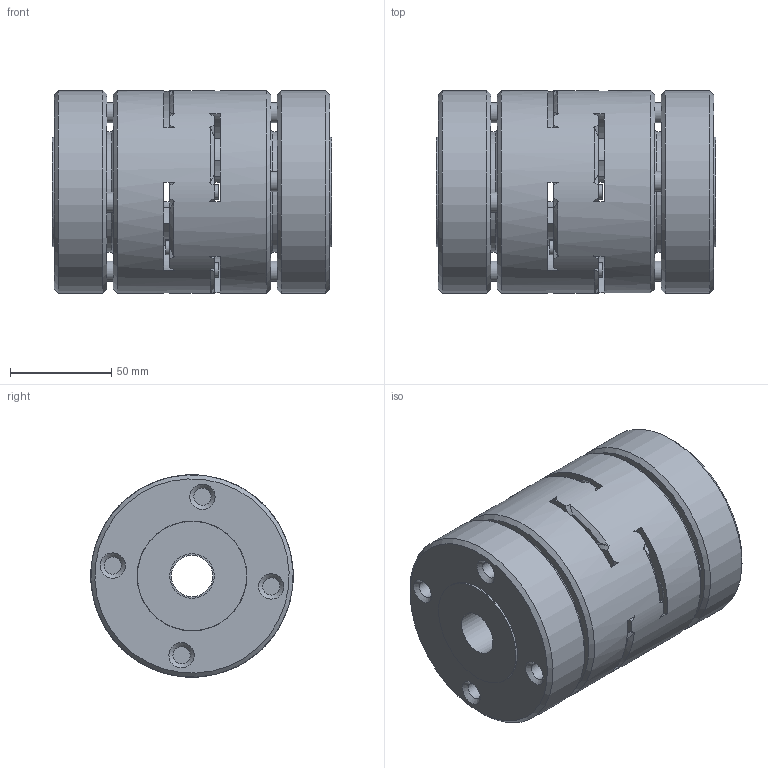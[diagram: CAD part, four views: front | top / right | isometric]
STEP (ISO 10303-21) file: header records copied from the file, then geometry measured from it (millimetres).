
FILE_DESCRIPTION( ( 'Unknown' ), '1' );
FILE_NAME( 'ESM-A 500.stp', 'Unknown', ( 'Unknown' ), ( 'Unknown' ), 'PSStep 10.1', 'Unknown', ' ' );
FILE_SCHEMA( ( 'AUTOMOTIVE_DESIGN { 1 0 10303 214 1 1 1 1 }' ) );
Length unit declared in the file: millimetre
Products named in the file (1): 27412998-oa7
Bounding box: 138 x 99.99 x 99.98 mm (x, y, z)
Volume: 873877.5 mm3; surface area: 148494.4 mm2
Topology: 1 solids, 1 shells, 394 faces, 1005 edges, 642 vertices
Faces by surface type: plane 160, cylinder 116, cone 106, torus 12
Full cylindrical faces by diameter (mm): 7 x8, 8.5 x16, 10 x8, 10.4 x8, 16 x8, 17 x8, 20.5 x1, 22 x2, 47 x2, 58 x2, 59.4 x2, 100 x3
Entity records: 14284 total; most frequent: CARTESIAN_POINT 2195, DIRECTION 1910, ORIENTED_EDGE 1648, EDGE_CURVE 824, AXIS2_PLACEMENT_3D 819, EDGE_LOOP 612, VERTEX_POINT 592, FACE_OUTER_BOUND 474
